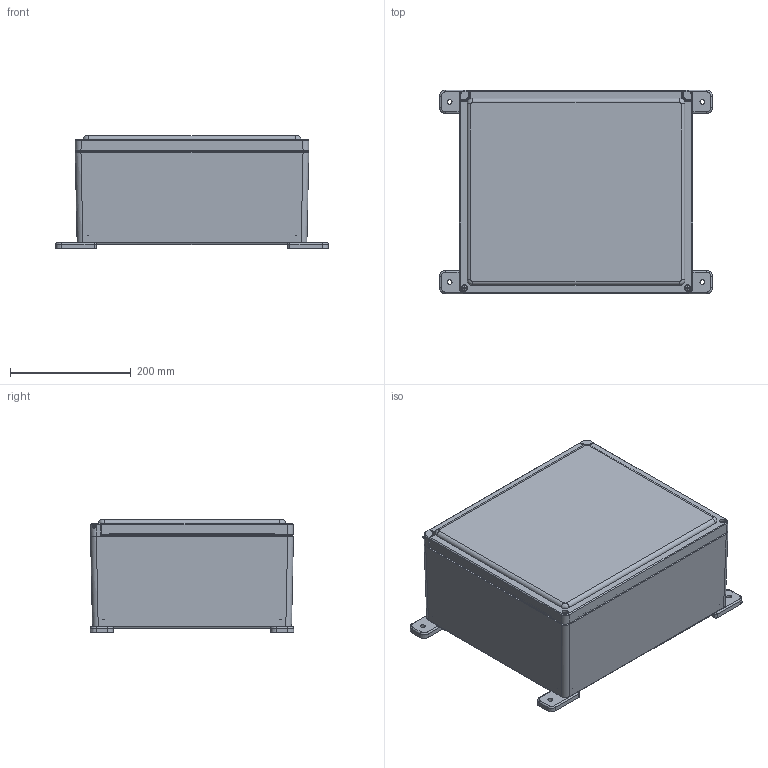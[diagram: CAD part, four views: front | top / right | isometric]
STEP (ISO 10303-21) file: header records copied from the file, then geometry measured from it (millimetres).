
FILE_DESCRIPTION (( 'STEP AP214' ), '1' );
FILE_NAME ('CE1513HW.STEP', '2018-11-08T22:42:23', ( '' ), ( '' ), 'SwSTEP 2.0', 'SolidWorks 2018', '' );
FILE_SCHEMA (( 'AUTOMOTIVE_DESIGN' ));
Length unit declared in the file: inch
Products named in the file (1): CE1513HW
Bounding box: 451.68 x 337.12 x 186.53 mm (x, y, z)
Volume: 2348329.1 mm3; surface area: 1115426.2 mm2
Topology: 30 solids, 30 shells, 1494 faces, 3624 edges, 2226 vertices
Faces by surface type: plane 658, cylinder 424, bspline 226, cone 178, torus 8
Full cylindrical faces by diameter (mm): 2.438 x2, 2.896 x2, 3.175 x2, 3.226 x2, 3.451 x2, 3.969 x2, 4.039 x6, 4.623 x4, 4.762 x1, 4.763 x3, 4.826 x2, 5.08 x4, 5.556 x2, 5.808 x4, 5.84 x2, 6.858 x6, 7.1 x2, 7.144 x6, 7.937 x4, 7.95 x4, 8.255 x2, 8.738 x4, 9.474 x2, 9.525 x2, 10.319 x2, 13.494 x8
Entity records: 72440 total; most frequent: CARTESIAN_POINT 19627, ORIENTED_EDGE 6928, DIRECTION 6533, EDGE_CURVE 3464, AXIS2_PLACEMENT_3D 2353, VERTEX_POINT 2186, VECTOR 1827, LINE 1827
